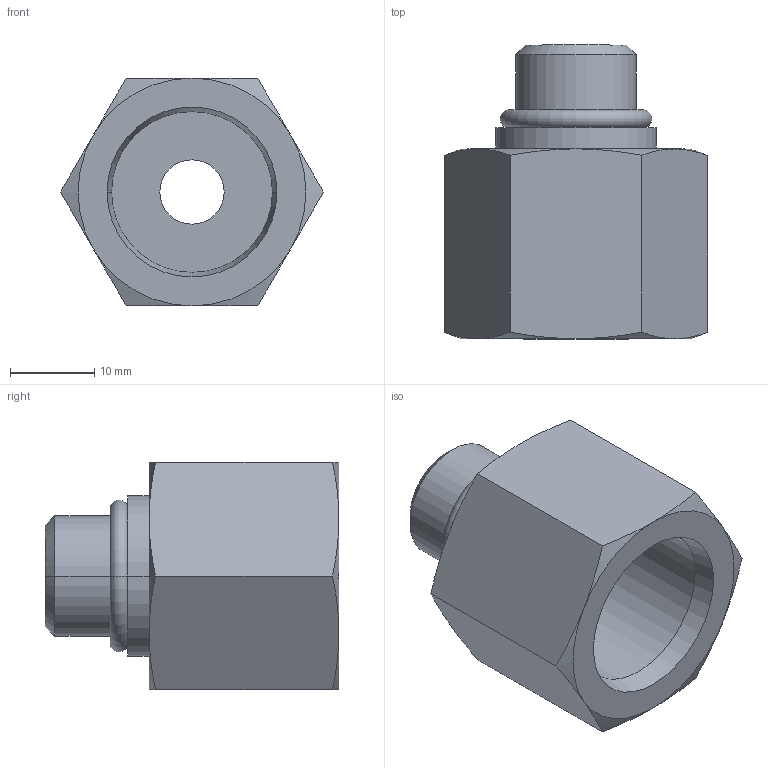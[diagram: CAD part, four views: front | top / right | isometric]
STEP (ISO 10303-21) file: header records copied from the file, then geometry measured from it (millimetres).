
FILE_DESCRIPTION((''),'2;1');
FILE_NAME('ILC30801268','2025-08-27T10:05:29',('BCoats'),(''),'CREO PARAMETRIC BY PTC INC, 2021164','CREO PARAMETRIC BY PTC INC, 2021164','');
FILE_SCHEMA(('AUTOMOTIVE_DESIGN { 1 0 10303 214 1 1 1 1 }'));
Length unit declared in the file: inch
Products named in the file (1): ILC30801268
Bounding box: 31.16 x 34.8 x 26.99 mm (x, y, z)
Volume: 10813.9 mm3; surface area: 5331.8 mm2
Topology: 1 solids, 2 shells, 44 faces, 92 edges, 54 vertices
Faces by surface type: cone 18, plane 12, cylinder 10, torus 4
Entity records: 1771 total; most frequent: CARTESIAN_POINT 353, DIRECTION 228, ORIENTED_EDGE 184, PRESENTATION_STYLE_ASSIGNMENT 101, AXIS2_PLACEMENT_3D 100, STYLED_ITEM 97, CURVE_STYLE 96, EDGE_CURVE 92
